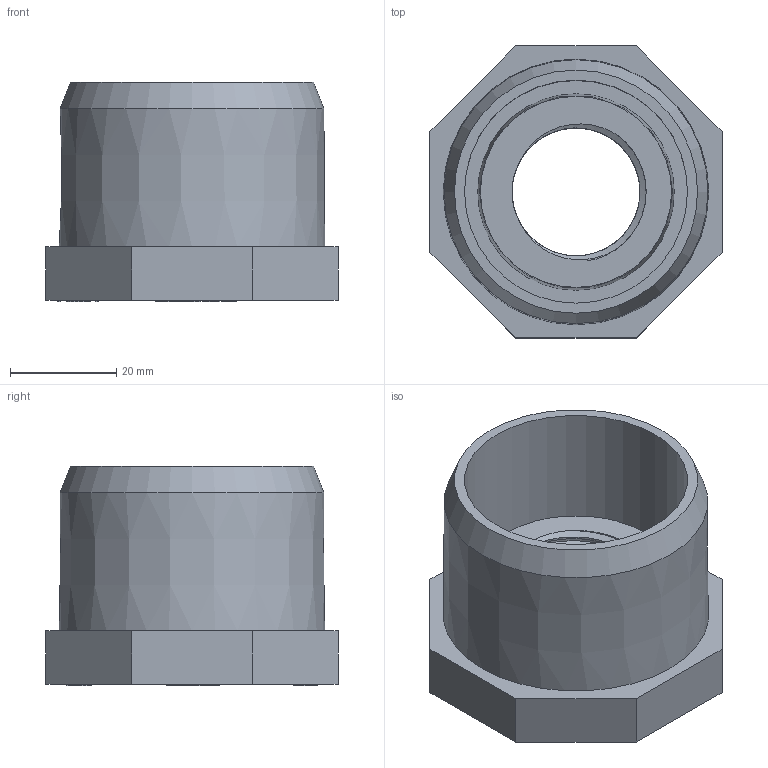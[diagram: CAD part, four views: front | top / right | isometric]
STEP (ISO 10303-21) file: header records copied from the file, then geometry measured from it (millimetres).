
FILE_DESCRIPTION(/* description */ (''),/* implementation_level */ '2;1');
FILE_NAME(/* name */ '50x3÷4“内螺纹异径管.stp',/* time_stamp */ '2023-10-17T08:30:32+08:00',/* author */ (''),/* organization */ (''),/* preprocessor_version */ 'ST-DEVELOPER v16',/* originating_system */ 'SIEMENS PLM Software NX 10.0',/* authorisation */ '');
FILE_SCHEMA (('AUTOMOTIVE_DESIGN { 1 0 10303 214 3 1 1 1 }'));
Length unit declared in the file: millimetre
Products named in the file (1): gelv08B89495nca6
Bounding box: 55 x 55 x 41.3 mm (x, y, z)
Volume: 40710.3 mm3; surface area: 19192.6 mm2
Topology: 1 solids, 1 shells, 134 faces, 336 edges, 224 vertices
Faces by surface type: plane 110, extrusion 16, cone 3, cylinder 3, bspline 2
Full cylindrical faces by diameter (mm): 42 x1
Entity records: 6515 total; most frequent: CARTESIAN_POINT 3360, ORIENTED_EDGE 658, DIRECTION 550, EDGE_CURVE 329, VECTOR 294, LINE 278, VERTEX_POINT 223, EDGE_LOOP 162
